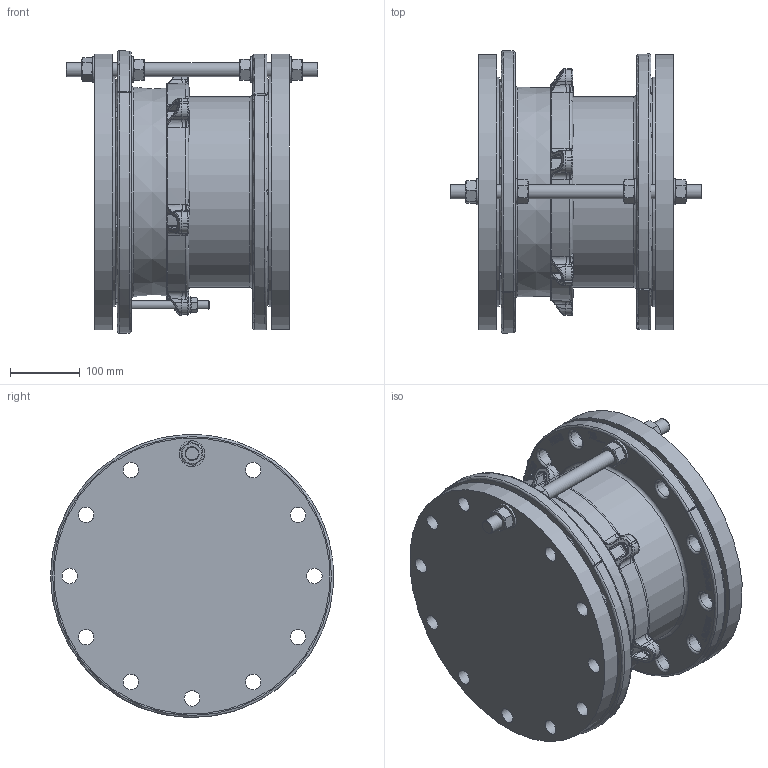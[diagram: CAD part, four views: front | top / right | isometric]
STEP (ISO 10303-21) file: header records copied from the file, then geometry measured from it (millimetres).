
FILE_DESCRIPTION(/* description */ ('PAS-10-CAST-DN250-PN10'),/* implementation_level */ '2;1');
FILE_NAME(/* name */ 'PAS-10-CAST-DN250-PN10.stp',/* time_stamp */ '2017-11-08T13:33:18+01:00',/* author */ ('HP-620 op ssd'),/* organization */ (''),/* preprocessor_version */ 'ST-DEVELOPER v16.5',/* originating_system */ 'Autodesk Inventor 2017',/* authorisation */ '');
FILE_SCHEMA (('AUTOMOTIVE_DESIGN { 1 0 10303 214 3 1 1 }'));
Products named in the file (13): PAS-10-CAST-DN250-PN10; 13000549; DN250-PN10 RF-Fpiece; 13005xx9; 13000539; Washer-M20-DIN 125A-HDG-0001; Nut-M20-ST 8-HDG; Tierod-M20x360-8.8-HDG-0001; Washer-M12-DIN125A-HDG-0001; Nut-M12-ST 8-HDG; 13000020; ISO 7483 Non-metalic Flat Gasket Inside Bolt Circle - PN 10-M250-3; DIN 2527 Blank Flange Type B - PN 10 B 250 ND 10
Assembly tree (20 placements, depth 2):
  PAS-10-CAST-DN250-PN10
    13000549
    DN250-PN10 RF-Fpiece
    13005xx9
    13000539
    Washer-M20-DIN 125A-HDG-0001  x4
    Nut-M20-ST 8-HDG  x4
    Tierod-M20x360-8.8-HDG-0001
    Washer-M12-DIN125A-HDG-0001
    Nut-M12-ST 8-HDG
    13000020
    ISO 7483 Non-metalic Flat Gasket Inside Bolt Circle - PN 10-M250-3  x2
    DIN 2527 Blank Flange Type B - PN 10 B 250 ND 10  x2
Bounding box: 360 x 404.7 x 404.61 mm (x, y, z)
Volume: 11065736 mm3; surface area: 1660295.8 mm2
Topology: 20 solids, 20 shells, 2718 faces, 7229 edges, 4684 vertices
Faces by surface type: plane 1219, bspline 1107, cylinder 141, torus 122, cone 117, sphere 12
Full cylindrical faces by diameter (mm): 10.106 x1, 11.053 x1, 12 x1, 14 x1, 17.2 x1, 17.294 x4, 20 x1, 21 x4, 22 x24, 24 x1, 37 x4, 250 x1, 259.1 x1, 273 x2, 273.1 x2, 279 x1, 328 x2, 395 x2
Entity records: 109755 total; most frequent: CARTESIAN_POINT 48646, ORIENTED_EDGE 13776, DIRECTION 8625, EDGE_CURVE 6888, VERTEX_POINT 4550, LINE 3861, VECTOR 3861, EDGE_LOOP 3048
